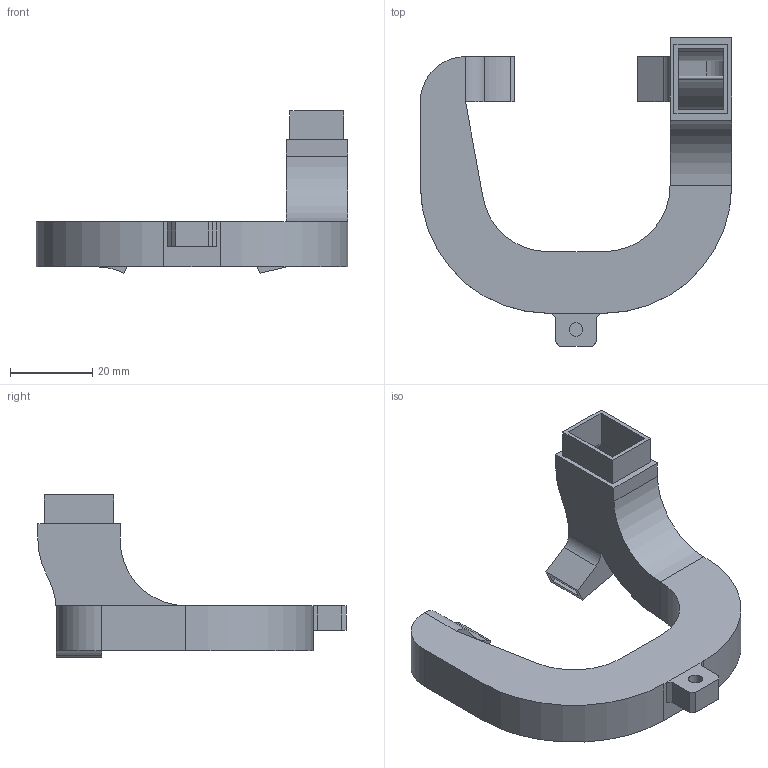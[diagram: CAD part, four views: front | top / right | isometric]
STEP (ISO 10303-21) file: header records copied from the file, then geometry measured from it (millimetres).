
FILE_DESCRIPTION(('FreeCAD Model'),'2;1');
FILE_NAME('FanDuctDual.step', '2020-08-10T18:06:49',('Author'),(''), 'Open CASCADE STEP processor 7.3','FreeCAD','Unknown');
FILE_SCHEMA(('AUTOMOTIVE_DESIGN { 1 0 10303 214 1 1 1 1 }'));
Length unit declared in the file: millimetre
Products named in the file (1): FanDuctDual
Bounding box: 75.8 x 75 x 39.5 mm (x, y, z)
Volume: 10704 mm3; surface area: 21065.5 mm2
Topology: 1 solids, 1 shells, 196 faces, 546 edges, 352 vertices
Faces by surface type: plane 154, cylinder 42
Full cylindrical faces by diameter (mm): 3.3 x1
Entity records: 6267 total; most frequent: CARTESIAN_POINT 1095, ORIENTED_EDGE 1092, DIRECTION 1072, EDGE_CURVE 546, LINE 414, VECTOR 414, VERTEX_POINT 352, AXIS2_PLACEMENT_3D 329
